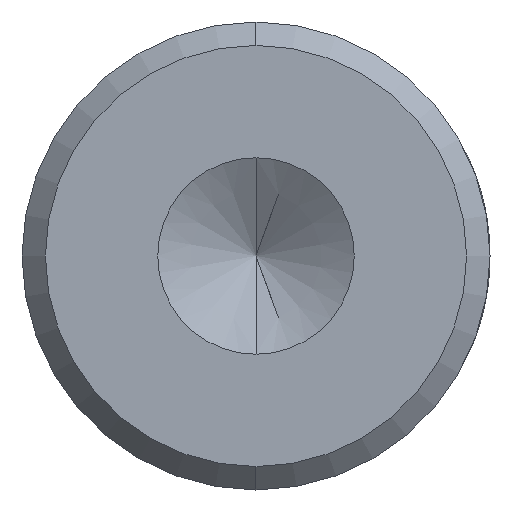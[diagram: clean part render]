
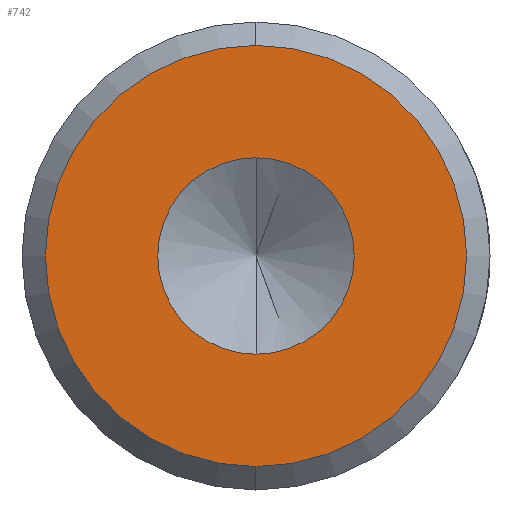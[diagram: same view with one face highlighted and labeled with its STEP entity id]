
A CAD part, left-side view. The second image highlights one B-rep face of the part: STEP entity #742.
In plain terms, the highlighted planar face has unit normal (-1, 0, 0).
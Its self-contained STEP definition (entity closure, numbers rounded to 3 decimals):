
#35 = CARTESIAN_POINT ( 'NONE',  ( 0., 0., 4.501 ) ) ;
#37 = CARTESIAN_POINT ( 'NONE',  ( 0., 0., 2.1 ) ) ;
#39 = DIRECTION ( 'NONE',  ( 0., 0., 1. ) ) ;
#54 = CARTESIAN_POINT ( 'NONE',  ( 0., 0., 0. ) ) ;
#59 = VERTEX_POINT ( 'NONE', #1021 ) ;
#67 = VERTEX_POINT ( 'NONE', #37 ) ;
#84 = VERTEX_POINT ( 'NONE', #813 ) ;
#154 = DIRECTION ( 'NONE',  ( 0., 0., 1. ) ) ;
#254 = DIRECTION ( 'NONE',  ( -1., 0., 0. ) ) ;
#282 = EDGE_CURVE ( 'NONE', #886, #59, #434, .T. ) ;
#288 = CIRCLE ( 'NONE', #385, 4.501 ) ;
#385 = AXIS2_PLACEMENT_3D ( 'NONE', #1210, #645, #39 ) ;
#397 = DIRECTION ( 'NONE',  ( -1., 0., 0. ) ) ;
#421 = CARTESIAN_POINT ( 'NONE',  ( 0., 0., 0. ) ) ;
#434 = CIRCLE ( 'NONE', #1200, 4.501 ) ;
#478 = ORIENTED_EDGE ( 'NONE', *, *, #671, .T. ) ;
#491 = FACE_OUTER_BOUND ( 'NONE', #988, .T. ) ;
#517 = AXIS2_PLACEMENT_3D ( 'NONE', #840, #254, #928 ) ;
#524 = DIRECTION ( 'NONE',  ( 0., 0., 1. ) ) ;
#544 = ORIENTED_EDGE ( 'NONE', *, *, #282, .T. ) ;
#630 = ORIENTED_EDGE ( 'NONE', *, *, #680, .F. ) ;
#645 = DIRECTION ( 'NONE',  ( -1., 0., 0. ) ) ;
#666 = ORIENTED_EDGE ( 'NONE', *, *, #1032, .F. ) ;
#671 = EDGE_CURVE ( 'NONE', #59, #886, #288, .T. ) ;
#680 = EDGE_CURVE ( 'NONE', #67, #84, #757, .T. ) ;
#700 = CIRCLE ( 'NONE', #942, 2.1 ) ;
#717 = FACE_BOUND ( 'NONE', #874, .T. ) ;
#742 = ADVANCED_FACE ( 'NONE', ( #491, #717 ), #791, .T. ) ;
#757 = CIRCLE ( 'NONE', #517, 2.1 ) ;
#761 = DIRECTION ( 'NONE',  ( -1., 0., 0. ) ) ;
#791 = PLANE ( 'NONE',  #895 ) ;
#813 = CARTESIAN_POINT ( 'NONE',  ( 0., 0., -2.1 ) ) ;
#840 = CARTESIAN_POINT ( 'NONE',  ( 0., 0., 0. ) ) ;
#874 = EDGE_LOOP ( 'NONE', ( #630, #666 ) ) ;
#886 = VERTEX_POINT ( 'NONE', #35 ) ;
#895 = AXIS2_PLACEMENT_3D ( 'NONE', #968, #397, #1070 ) ;
#928 = DIRECTION ( 'NONE',  ( 0., 0., 1. ) ) ;
#942 = AXIS2_PLACEMENT_3D ( 'NONE', #54, #761, #154 ) ;
#968 = CARTESIAN_POINT ( 'NONE',  ( 0., 0., 0. ) ) ;
#988 = EDGE_LOOP ( 'NONE', ( #478, #544 ) ) ;
#1021 = CARTESIAN_POINT ( 'NONE',  ( 0., 0., -4.501 ) ) ;
#1032 = EDGE_CURVE ( 'NONE', #84, #67, #700, .T. ) ;
#1070 = DIRECTION ( 'NONE',  ( 0., 0., 1. ) ) ;
#1091 = DIRECTION ( 'NONE',  ( -1., 0., 0. ) ) ;
#1200 = AXIS2_PLACEMENT_3D ( 'NONE', #421, #1091, #524 ) ;
#1210 = CARTESIAN_POINT ( 'NONE',  ( 0., 0., 0. ) ) ;
